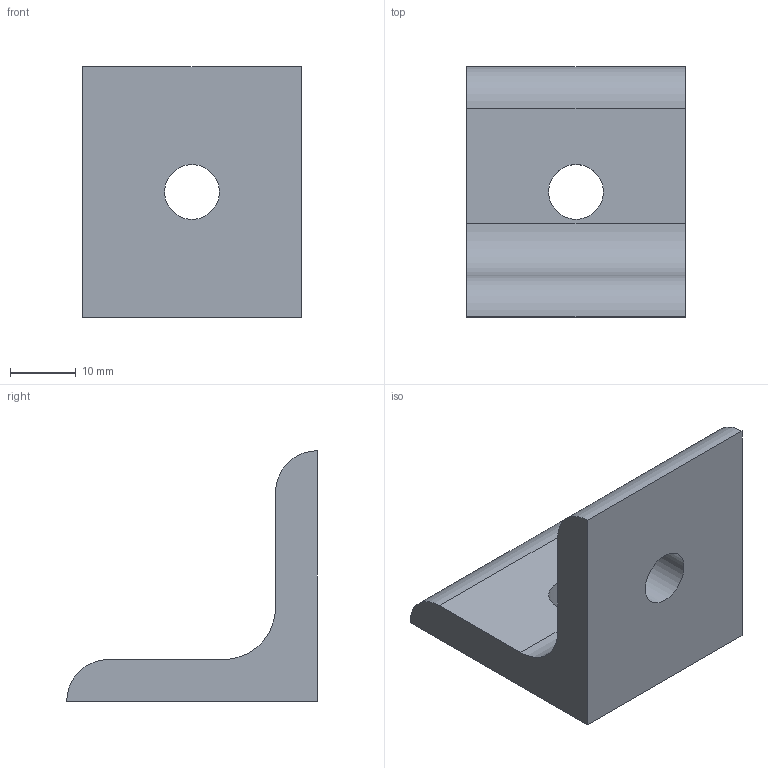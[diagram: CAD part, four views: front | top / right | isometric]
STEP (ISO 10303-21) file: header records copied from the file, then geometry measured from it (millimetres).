
FILE_DESCRIPTION(/* description */ ('STEP AP214'),/* implementation_level */ '2;1');
FILE_NAME(/* name */ '4302',/* time_stamp */ '2023-08-01T21:20:43+02:00',/* author */ ('License CC BY-ND 4.0'),/* organization */ ('CADENAS'),/* preprocessor_version */ 'ST-DEVELOPER v19.3',/* originating_system */ 'PARTsolutions',/* authorisation */ ' ');
FILE_SCHEMA (('AUTOMOTIVE_DESIGN {1 0 10303 214 3 1 1}'));
Length unit declared in the file: inch
Products named in the file (1): 4302
Bounding box: 33.27 x 38.1 x 38.1 mm (x, y, z)
Volume: 13938.9 mm3; surface area: 5770.2 mm2
Topology: 1 solids, 1 shells, 11 faces, 27 edges, 18 vertices
Faces by surface type: plane 6, cylinder 5
Full cylindrical faces by diameter (mm): 8.331 x2
Entity records: 361 total; most frequent: DIRECTION 59, CARTESIAN_POINT 55, ORIENTED_EDGE 50, EDGE_CURVE 25, AXIS2_PLACEMENT_3D 22, VERTEX_POINT 18, EDGE_LOOP 17, FACE_BOUND 17
